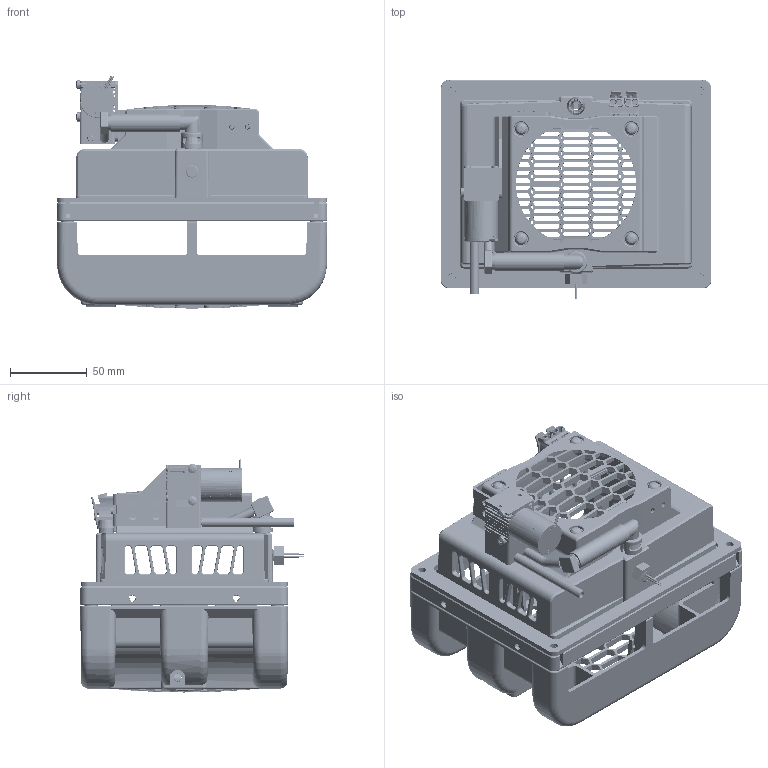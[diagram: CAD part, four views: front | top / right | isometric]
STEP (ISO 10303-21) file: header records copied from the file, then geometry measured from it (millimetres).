
FILE_DESCRIPTION((''),'2;1');
FILE_NAME('TG3039-PUMP_ASM_1_ASM','2022-02-14T14:19:49',('alexcam'),(''),'CREO PARAMETRIC BY PTC INC, 2018500','CREO PARAMETRIC BY PTC INC, 2018500','');
FILE_SCHEMA(('CONFIG_CONTROL_DESIGN'));
Products named in the file (22): TG3039-PLASTICFRAME_1; TG3039-PLASTICFRAME-2_1; ADELS-CONTACT_21833_1; PLASTIC_RIVET_M4_X_6_5_ASMBLD_1; BAYONET_DRAINFITTING_ANGLE_1; FLOAT_SW_PLS_020A_3_1_1; FLOAT_SW_PLS_020A_3_1_3; FLOAT_SW_PLS_020A_3_1_ASM; 4-10-ANGLE-HOSE_1; 570_EC-L_ASM_1; TG3039-10PIPE_1; TG3039-4PIPEBENT_1; TG3039-4PIPE_1; TG3039-PUMP-BRKT_1; SCREW_DIN_7985-M4X6_Z_TORX_1; SCREW_DIM_7985-M3X25_STEEL_A2_1; TG3039-ASM-INT-FLUSH_ASM_1_ASM; TG3039-AMBGRILLE_1; TG3039-BLANK_1; TG3039-AMBGRILLE_ASM_1_ASM; TG3039-MNTGSKT-RECESS_1; TG3039-PUMP_ASM_1_ASM
Assembly tree (31 placements, depth 4):
  TG3039-PUMP_ASM_1_ASM
    TG3039-ASM-INT-FLUSH_ASM_1_ASM
      TG3039-PLASTICFRAME_1
      TG3039-PLASTICFRAME-2_1
      ADELS-CONTACT_21833_1
      PLASTIC_RIVET_M4_X_6_5_ASMBLD_1  x4
      BAYONET_DRAINFITTING_ANGLE_1
      FLOAT_SW_PLS_020A_3_1_ASM
        FLOAT_SW_PLS_020A_3_1_1
        FLOAT_SW_PLS_020A_3_1_3
      4-10-ANGLE-HOSE_1
      570_EC-L_ASM_1
      TG3039-10PIPE_1
      TG3039-4PIPEBENT_1
      TG3039-4PIPE_1
      TG3039-PUMP-BRKT_1
      SCREW_DIN_7985-M4X6_Z_TORX_1  x2
      SCREW_DIM_7985-M3X25_STEEL_A2_1  x2
    TG3039-AMBGRILLE_ASM_1_ASM
      TG3039-AMBGRILLE_1
      PLASTIC_RIVET_M4_X_6_5_ASMBLD_1  x4
      TG3039-BLANK_1  x2
    TG3039-MNTGSKT-RECESS_1
Bounding box: 175.7 x 145.35 x 151.4 mm (x, y, z)
Volume: 342909 mm3; surface area: 299589 mm2
Topology: 27 solids, 52 shells, 6093 faces, 17461 edges, 11403 vertices
Faces by surface type: plane 3203, cylinder 1507, cone 554, bspline 458, torus 190, extrusion 153, sphere 28
Entity records: 217902 total; most frequent: CARTESIAN_POINT 74184, ORIENTED_EDGE 31883, DIRECTION 26242, EDGE_CURVE 16384, VERTEX_POINT 10741, VECTOR 9684, LINE 9533, AXIS2_PLACEMENT_3D 8279
